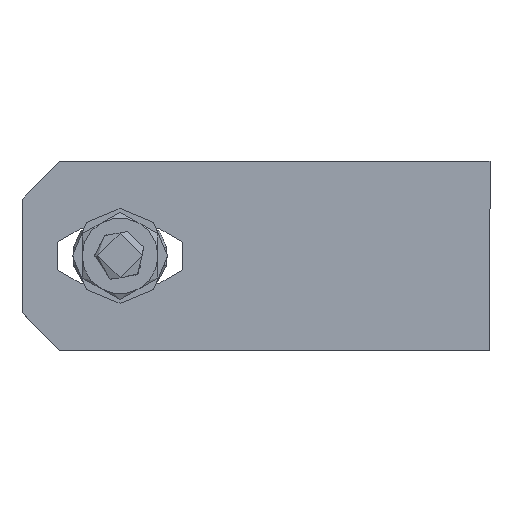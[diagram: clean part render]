
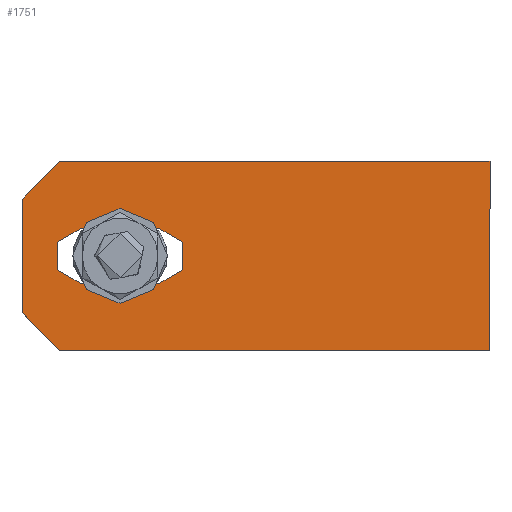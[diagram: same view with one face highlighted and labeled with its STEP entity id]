
A CAD part, top view. The second image highlights one B-rep face of the part: STEP entity #1751.
In plain terms, the highlighted planar face has unit normal (0, 0, 1).
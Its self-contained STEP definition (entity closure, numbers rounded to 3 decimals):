
#3 = FACE_BOUND ( 'NONE', #609, .T. ) ;
#13 = CARTESIAN_POINT ( 'NONE',  ( 74., -30., 4. ) ) ;
#102 = DIRECTION ( 'NONE',  ( 1., 0., 0. ) ) ;
#131 = CARTESIAN_POINT ( 'NONE',  ( -55.25, 8.75, 4. ) ) ;
#180 = ORIENTED_EDGE ( 'NONE', *, *, #5529, .F. ) ;
#206 = AXIS2_PLACEMENT_3D ( 'NONE', #5043, #1319, #5551 ) ;
#317 = LINE ( 'NONE', #3177, #5226 ) ;
#480 = EDGE_CURVE ( 'NONE', #3786, #4552, #3848, .T. ) ;
#512 = EDGE_CURVE ( 'NONE', #2983, #691, #3927, .T. ) ;
#577 = DIRECTION ( 'NONE',  ( 0., 1., 0. ) ) ;
#609 = EDGE_LOOP ( 'NONE', ( #5393, #3488, #4193, #180 ) ) ;
#691 = VERTEX_POINT ( 'NONE', #3075 ) ;
#844 = LINE ( 'NONE', #4979, #2233 ) ;
#928 = ORIENTED_EDGE ( 'NONE', *, *, #4293, .T. ) ;
#969 = CARTESIAN_POINT ( 'NONE',  ( -46., 46., 4. ) ) ;
#1287 = CIRCLE ( 'NONE', #5468, 8.75 ) ;
#1319 = DIRECTION ( 'NONE',  ( 0., 0., 1. ) ) ;
#1333 = CARTESIAN_POINT ( 'NONE',  ( 0., 0., 4. ) ) ;
#1337 = VECTOR ( 'NONE', #5545, 1000. ) ;
#1406 = CARTESIAN_POINT ( 'NONE',  ( 74., 30., 4. ) ) ;
#1529 = VERTEX_POINT ( 'NONE', #4366 ) ;
#1536 = CARTESIAN_POINT ( 'NONE',  ( -62., 30., 4. ) ) ;
#1734 = VECTOR ( 'NONE', #5864, 1000. ) ;
#1751 = ADVANCED_FACE ( 'NONE', ( #2796, #3 ), #2168, .T. ) ;
#2018 = EDGE_CURVE ( 'NONE', #5019, #5549, #2340, .T. ) ;
#2151 = DIRECTION ( 'NONE',  ( 0.707, -0.707, 0. ) ) ;
#2168 = PLANE ( 'NONE',  #2372 ) ;
#2233 = VECTOR ( 'NONE', #5003, 1000. ) ;
#2340 = LINE ( 'NONE', #969, #1337 ) ;
#2372 = AXIS2_PLACEMENT_3D ( 'NONE', #1333, #3176, #5037 ) ;
#2373 = VERTEX_POINT ( 'NONE', #5978 ) ;
#2796 = FACE_OUTER_BOUND ( 'NONE', #5544, .T. ) ;
#2806 = ORIENTED_EDGE ( 'NONE', *, *, #3610, .T. ) ;
#2832 = CARTESIAN_POINT ( 'NONE',  ( -74., 18., 4. ) ) ;
#2971 = EDGE_CURVE ( 'NONE', #2373, #1529, #4855, .T. ) ;
#2983 = VERTEX_POINT ( 'NONE', #3448 ) ;
#3075 = CARTESIAN_POINT ( 'NONE',  ( -30.75, -8.75, 4. ) ) ;
#3176 = DIRECTION ( 'NONE',  ( 0., 0., 1. ) ) ;
#3177 = CARTESIAN_POINT ( 'NONE',  ( -74., 30., 4. ) ) ;
#3210 = EDGE_CURVE ( 'NONE', #5549, #3907, #844, .T. ) ;
#3238 = DIRECTION ( 'NONE',  ( 0., 0., 1. ) ) ;
#3296 = CARTESIAN_POINT ( 'NONE',  ( -74., -30., 4. ) ) ;
#3431 = VECTOR ( 'NONE', #2151, 1000. ) ;
#3437 = VECTOR ( 'NONE', #5705, 1000. ) ;
#3448 = CARTESIAN_POINT ( 'NONE',  ( -55.25, -8.75, 4. ) ) ;
#3463 = ORIENTED_EDGE ( 'NONE', *, *, #3210, .T. ) ;
#3482 = CARTESIAN_POINT ( 'NONE',  ( -46., -46., 4. ) ) ;
#3488 = ORIENTED_EDGE ( 'NONE', *, *, #4432, .F. ) ;
#3610 = EDGE_CURVE ( 'NONE', #5370, #3786, #4026, .T. ) ;
#3786 = VERTEX_POINT ( 'NONE', #13 ) ;
#3848 = LINE ( 'NONE', #3852, #6032 ) ;
#3852 = CARTESIAN_POINT ( 'NONE',  ( 74., 30., 4. ) ) ;
#3907 = VERTEX_POINT ( 'NONE', #5763 ) ;
#3927 = LINE ( 'NONE', #5317, #5868 ) ;
#4026 = LINE ( 'NONE', #3296, #3437 ) ;
#4193 = ORIENTED_EDGE ( 'NONE', *, *, #2971, .F. ) ;
#4293 = EDGE_CURVE ( 'NONE', #3907, #5370, #5606, .T. ) ;
#4366 = CARTESIAN_POINT ( 'NONE',  ( -55.25, 8.75, 4. ) ) ;
#4432 = EDGE_CURVE ( 'NONE', #1529, #2983, #4919, .T. ) ;
#4552 = VERTEX_POINT ( 'NONE', #1406 ) ;
#4625 = CARTESIAN_POINT ( 'NONE',  ( -62., -30., 4. ) ) ;
#4719 = ORIENTED_EDGE ( 'NONE', *, *, #5444, .T. ) ;
#4855 = LINE ( 'NONE', #131, #1734 ) ;
#4919 = CIRCLE ( 'NONE', #206, 8.75 ) ;
#4979 = CARTESIAN_POINT ( 'NONE',  ( -74., 30., 4. ) ) ;
#5003 = DIRECTION ( 'NONE',  ( 0., -1., 0. ) ) ;
#5019 = VERTEX_POINT ( 'NONE', #1536 ) ;
#5037 = DIRECTION ( 'NONE',  ( 1., 0., 0. ) ) ;
#5043 = CARTESIAN_POINT ( 'NONE',  ( -55.25, 0., 4. ) ) ;
#5225 = CARTESIAN_POINT ( 'NONE',  ( -30.75, 0., 4. ) ) ;
#5226 = VECTOR ( 'NONE', #5564, 1000. ) ;
#5317 = CARTESIAN_POINT ( 'NONE',  ( -55.25, -8.75, 4. ) ) ;
#5370 = VERTEX_POINT ( 'NONE', #4625 ) ;
#5393 = ORIENTED_EDGE ( 'NONE', *, *, #512, .F. ) ;
#5437 = ORIENTED_EDGE ( 'NONE', *, *, #2018, .T. ) ;
#5444 = EDGE_CURVE ( 'NONE', #4552, #5019, #317, .T. ) ;
#5468 = AXIS2_PLACEMENT_3D ( 'NONE', #5225, #3238, #5711 ) ;
#5529 = EDGE_CURVE ( 'NONE', #691, #2373, #1287, .T. ) ;
#5544 = EDGE_LOOP ( 'NONE', ( #3463, #928, #2806, #6052, #4719, #5437 ) ) ;
#5545 = DIRECTION ( 'NONE',  ( -0.707, -0.707, 0. ) ) ;
#5549 = VERTEX_POINT ( 'NONE', #2832 ) ;
#5551 = DIRECTION ( 'NONE',  ( 1., 0., 0. ) ) ;
#5564 = DIRECTION ( 'NONE',  ( -1., 0., 0. ) ) ;
#5606 = LINE ( 'NONE', #3482, #3431 ) ;
#5705 = DIRECTION ( 'NONE',  ( 1., 0., 0. ) ) ;
#5711 = DIRECTION ( 'NONE',  ( 1., 0., 0. ) ) ;
#5763 = CARTESIAN_POINT ( 'NONE',  ( -74., -18., 4. ) ) ;
#5864 = DIRECTION ( 'NONE',  ( -1., 0., 0. ) ) ;
#5868 = VECTOR ( 'NONE', #102, 1000. ) ;
#5978 = CARTESIAN_POINT ( 'NONE',  ( -30.75, 8.75, 4. ) ) ;
#6032 = VECTOR ( 'NONE', #577, 1000. ) ;
#6052 = ORIENTED_EDGE ( 'NONE', *, *, #480, .T. ) ;
